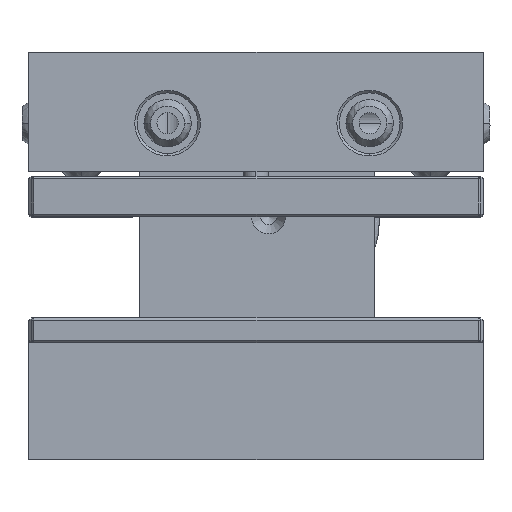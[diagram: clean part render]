
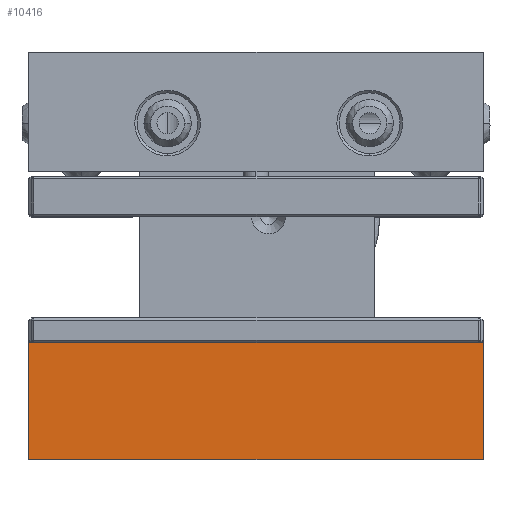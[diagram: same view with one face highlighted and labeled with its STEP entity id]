
A CAD part, top view. The second image highlights one B-rep face of the part: STEP entity #10416.
In plain terms, the highlighted planar face has unit normal (0, 0, 1).
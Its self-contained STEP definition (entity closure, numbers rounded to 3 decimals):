
#114 = ORIENTED_EDGE ( 'NONE', *, *, #20257, .T. ) ;
#2332 = VECTOR ( 'NONE', #10952, 1000. ) ;
#2953 = VERTEX_POINT ( 'NONE', #12689 ) ;
#4567 = DIRECTION ( 'NONE',  ( 1., 0., 0. ) ) ;
#4960 = LINE ( 'NONE', #30494, #18041 ) ;
#5666 = EDGE_CURVE ( 'NONE', #27096, #26698, #31078, .T. ) ;
#7874 = DIRECTION ( 'NONE',  ( 0., 0., 1. ) ) ;
#8514 = ORIENTED_EDGE ( 'NONE', *, *, #5666, .T. ) ;
#10221 = AXIS2_PLACEMENT_3D ( 'NONE', #22469, #7874, #12476 ) ;
#10416 = ADVANCED_FACE ( 'NONE', ( #19470 ), #12910, .T. ) ;
#10952 = DIRECTION ( 'NONE',  ( 0., 1., 0. ) ) ;
#11040 = CARTESIAN_POINT ( 'NONE',  ( 23.172, -23.669, 59.934 ) ) ;
#12476 = DIRECTION ( 'NONE',  ( 1., 0., 0. ) ) ;
#12689 = CARTESIAN_POINT ( 'NONE',  ( -66.828, -0.669, 59.934 ) ) ;
#12910 = PLANE ( 'NONE',  #10221 ) ;
#13206 = DIRECTION ( 'NONE',  ( 0., -1., 0. ) ) ;
#13631 = CARTESIAN_POINT ( 'NONE',  ( 23.172, 56.831, 59.934 ) ) ;
#14647 = VECTOR ( 'NONE', #13206, 1000. ) ;
#14660 = CARTESIAN_POINT ( 'NONE',  ( -66.828, -23.669, 59.934 ) ) ;
#15283 = CARTESIAN_POINT ( 'NONE',  ( -66.828, 56.831, 59.934 ) ) ;
#15838 = DIRECTION ( 'NONE',  ( -1., 0., 0. ) ) ;
#16236 = EDGE_CURVE ( 'NONE', #21915, #27096, #24724, .T. ) ;
#17018 = CARTESIAN_POINT ( 'NONE',  ( -66.828, -23.669, 59.934 ) ) ;
#17296 = ORIENTED_EDGE ( 'NONE', *, *, #16236, .T. ) ;
#18041 = VECTOR ( 'NONE', #15838, 1000. ) ;
#19284 = ORIENTED_EDGE ( 'NONE', *, *, #23467, .T. ) ;
#19470 = FACE_OUTER_BOUND ( 'NONE', #21985, .T. ) ;
#20257 = EDGE_CURVE ( 'NONE', #26698, #2953, #4960, .T. ) ;
#21915 = VERTEX_POINT ( 'NONE', #14660 ) ;
#21985 = EDGE_LOOP ( 'NONE', ( #17296, #8514, #114, #19284 ) ) ;
#22469 = CARTESIAN_POINT ( 'NONE',  ( -66.828, -23.669, 59.934 ) ) ;
#23058 = LINE ( 'NONE', #15283, #14647 ) ;
#23467 = EDGE_CURVE ( 'NONE', #2953, #21915, #23058, .T. ) ;
#24724 = LINE ( 'NONE', #17018, #29291 ) ;
#26698 = VERTEX_POINT ( 'NONE', #26858 ) ;
#26858 = CARTESIAN_POINT ( 'NONE',  ( 23.172, -0.669, 59.934 ) ) ;
#27096 = VERTEX_POINT ( 'NONE', #11040 ) ;
#29291 = VECTOR ( 'NONE', #4567, 1000. ) ;
#30494 = CARTESIAN_POINT ( 'NONE',  ( 23.172, -0.669, 59.934 ) ) ;
#31078 = LINE ( 'NONE', #13631, #2332 ) ;
